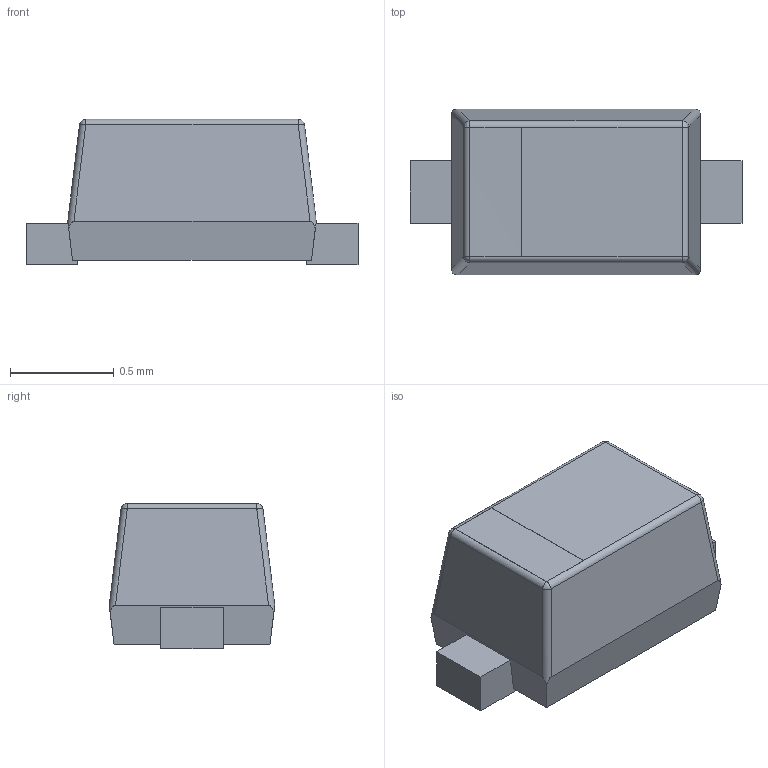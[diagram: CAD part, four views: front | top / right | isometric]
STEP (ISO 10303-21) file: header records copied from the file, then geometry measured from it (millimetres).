
FILE_DESCRIPTION(/* description */ (''),/* implementation_level */ '2;1');
FILE_NAME(/* name */ 'SOD523 v2.step',/* time_stamp */ '2021-01-27T17:22:31+01:00',/* author */ (''),/* organization */ (''),/* preprocessor_version */ 'ST-DEVELOPER v18.1',/* originating_system */ 'Autodesk Translation Framework v9.7.1.1290',/* authorisation */ '');
FILE_SCHEMA (('AUTOMOTIVE_DESIGN { 1 0 10303 214 3 1 1 }'));
Length unit declared in the file: millimetre
Products named in the file (1): SOD523
Bounding box: 1.6 x 0.8 x 0.7 mm (x, y, z)
Volume: 0.6 mm3; surface area: 4.6 mm2
Topology: 1 solids, 1 shells, 39 faces, 97 edges, 56 vertices
Faces by surface type: plane 27, cylinder 8, bspline 4
Entity records: 1247 total; most frequent: CARTESIAN_POINT 249, ORIENTED_EDGE 186, DIRECTION 185, EDGE_CURVE 93, LINE 73, VECTOR 73, VERTEX_POINT 56, AXIS2_PLACEMENT_3D 56
